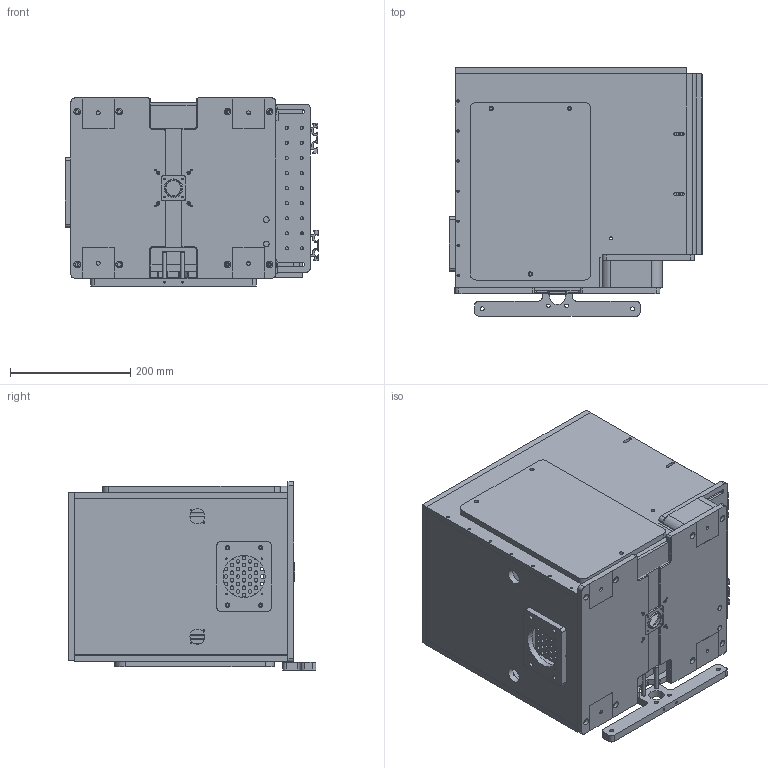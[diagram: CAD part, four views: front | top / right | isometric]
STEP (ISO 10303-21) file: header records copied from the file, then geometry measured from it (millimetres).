
FILE_DESCRIPTION(/* description */ ('Unknown'),/* implementation_level */ '2;1');
FILE_NAME(/* name */ 'RMS21_incubator_spacing_final_visualisation_20220926',/* time_stamp */ '2023-06-19T22:53:42+02:00',/* author */ ('Unknown'),/* organization */ ('Unknown'),/* preprocessor_version */ 'ST-DEVELOPER v16.7',/* originating_system */ 'Solid Edge',/* authorisation */ 'Unknown');
FILE_SCHEMA (('AUTOMOTIVE_DESIGN {1 0 10303 214 3 1 1}'));
Length unit declared in the file: millimetre
Products named in the file (24): RMS21_incubator_spacing_final_visualisation_20220926; Advanced-M-RMS with TIRF lock and Illuminator for TU Delft (12-30-21)
 -for distribution_38_0; front_wall_0; back_wall_0; podium_wall_0; excitation_wall_0; lid_bottom_front_0; XE50L1_M - 50x50mm Construction Rail, 1000mm Long_0; TTN207592-E0W_0; front_door_0; back_door_0; air_duct_flange_0; top_wall_update_0; seal_podium_left_0; seal_podium_right_0; Advanced-M-RMS with TIRF lock and Illuminator for TU Delft (12-30-21)
 -for distribution_37; Advanced-M-RMS with TIRF lock and Illuminator for TU Delft (12-30-21)
 -for distribution; Advanced-M-RMS with TIRF lock and Illuminator for TU Delft (12-30-21)
 -for distribution_11; Advanced-M-RMS with TIRF lock and Illuminator for TU Delft (12-30-21)
 -for distribution_15; Advanced-M-RMS with TIRF lock and Illuminator for TU Delft (12-30-21)
 -for distribution_132; podium_sidewall_barrier; MCL-Advanced-M-RMS_breadboard; diffuser_plate_v1; micro_mirror_port_barrier_v2
Assembly tree (32 placements, depth 2):
  RMS21_incubator_spacing_final_visualisation_20220926
    Advanced-M-RMS with TIRF lock and Illuminator for TU Delft (12-30-21)
 -for distribution_38_0
    front_wall_0
    back_wall_0
    podium_wall_0
    excitation_wall_0
    lid_bottom_front_0
    XE50L1_M - 50x50mm Construction Rail, 1000mm Long_0  x2
    TTN207592-E0W_0  x2
    front_door_0
    back_door_0
    air_duct_flange_0  x2
    top_wall_update_0
    seal_podium_left_0
    seal_podium_right_0
    Advanced-M-RMS with TIRF lock and Illuminator for TU Delft (12-30-21)
 -for distribution_37  x4
    Advanced-M-RMS with TIRF lock and Illuminator for TU Delft (12-30-21)
 -for distribution
    Advanced-M-RMS with TIRF lock and Illuminator for TU Delft (12-30-21)
 -for distribution_11
    Advanced-M-RMS with TIRF lock and Illuminator for TU Delft (12-30-21)
 -for distribution_15
    Advanced-M-RMS with TIRF lock and Illuminator for TU Delft (12-30-21)
 -for distribution_132  x2
    podium_sidewall_barrier  x2
    MCL-Advanced-M-RMS_breadboard
    diffuser_plate_v1  x2
    micro_mirror_port_barrier_v2
Bounding box: 421.99 x 411.95 x 312.45 mm (x, y, z)
Volume: 7426703.9 mm3; surface area: 2034070.4 mm2
Topology: 31 solids, 31 shells, 2146 faces, 5828 edges, 3857 vertices
Faces by surface type: plane 987, cylinder 890, bspline 202, cone 67
Full cylindrical faces by diameter (mm): 2 x2, 2.261 x10, 2.459 x22, 2.46 x20, 2.5 x4, 2.705 x2, 2.845 x12, 3 x4, 3.175 x1, 3.24 x3, 3.242 x5, 3.264 x4, 3.7 x8, 4 x42, 4.917 x4, 4.92 x5, 5 x64, 5.994 x2, 6 x92, 6.02 x4, 6.4 x14, 7 x14, 9.525 x2, 11 x14, 19.05 x8, 25 x3, 25.4 x4, 25.603 x1, 30.48 x1, 38 x1
Entity records: 52545 total; most frequent: CARTESIAN_POINT 11478, DIRECTION 6989, ORIENTED_EDGE 6670, EDGE_CURVE 3335, AXIS2_PLACEMENT_3D 2561, VERTEX_POINT 2433, FACE_BOUND 2294, EDGE_LOOP 2271
